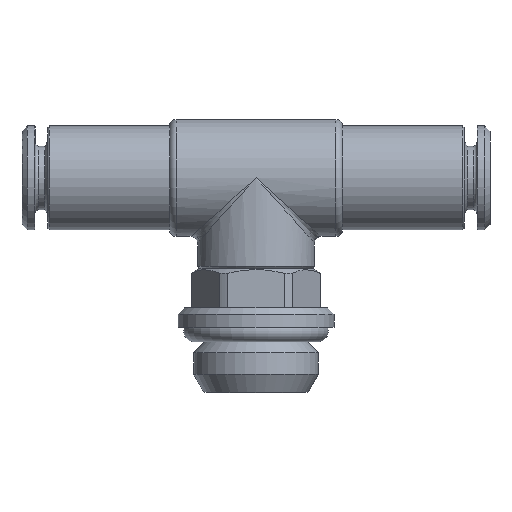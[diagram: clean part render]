
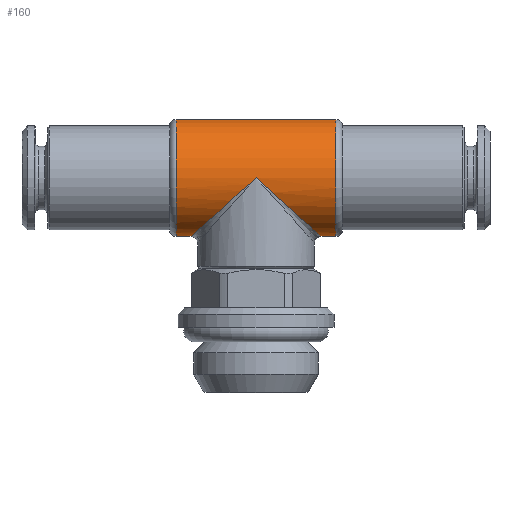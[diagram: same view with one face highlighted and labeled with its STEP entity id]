
A CAD part, top view. The second image highlights one B-rep face of the part: STEP entity #160.
In plain terms, the highlighted cylindrical face has radius 4.5 mm (diameter 9 mm), a full revolution.
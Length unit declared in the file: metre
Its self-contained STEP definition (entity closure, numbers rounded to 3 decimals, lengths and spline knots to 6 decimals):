
#160 = ADVANCED_FACE( 'NONE', ( #371, #372, #373 ), #374, .T. );
#371 = FACE_OUTER_BOUND( '', #713, .T. );
#372 = FACE_BOUND( '', #714, .T. );
#373 = FACE_OUTER_BOUND( '', #715, .T. );
#374 = CYLINDRICAL_SURFACE( '', #716, 0.0045 );
#713 = EDGE_LOOP( '', ( #1152 ) );
#714 = EDGE_LOOP( '', ( #1153, #1154 ) );
#715 = EDGE_LOOP( '', ( #1155 ) );
#716 = AXIS2_PLACEMENT_3D( '', #1156, #1157, #1158 );
#1152 = ORIENTED_EDGE( '', *, *, #1481, .F. );
#1153 = ORIENTED_EDGE( '', *, *, #1392, .T. );
#1154 = ORIENTED_EDGE( '', *, *, #1482, .T. );
#1155 = ORIENTED_EDGE( '', *, *, #1420, .T. );
#1156 = CARTESIAN_POINT( '', ( 0., 0., 0. ) );
#1157 = DIRECTION( '', ( 1., 0., 0. ) );
#1158 = DIRECTION( '', ( 0., 0., 1. ) );
#1392 = EDGE_CURVE( 'NONE', #1570, #1571, #1572, .T. );
#1420 = EDGE_CURVE( 'NONE', #1618, #1618, #1619, .T. );
#1481 = EDGE_CURVE( 'NONE', #1713, #1713, #1714, .T. );
#1482 = EDGE_CURVE( 'NONE', #1571, #1570, #1715, .T. );
#1570 = VERTEX_POINT( 'NONE', #1816 );
#1571 = VERTEX_POINT( 'NONE', #1817 );
#1572 = B_SPLINE_CURVE_WITH_KNOTS( '', 3, ( #1818, #1819, #1820, #1821, #1822, #1823, #1824, #1825, #1826, #1827, #1828, #1829, #1830, #1831, #1832, #1833, #1834, #1835, #1836, #1837, #1838, #1839, #1840, #1841, #1842, #1843 ), .UNSPECIFIED., .F., .F., ( 4, 1, 1, 1, 1, 1, 1, 1, 1, 1, 1, 1, 1, 1, 1, 1, 1, 1, 1, 1, 1, 1, 1, 4 ), ( 0., 0.017308, 0.033478, 0.048511, 0.062407, 0.075165, 0.086786, 0.09727, 0.106617, 0.175856, 0.234616, 0.307848, 0.370956, 0.436607, 0.500009, 0.56341, 0.629061, 0.692168, 0.765402, 0.82416, 0.893401, 0.920849, 0.956382, 1. ), .UNSPECIFIED. );
#1618 = VERTEX_POINT( '', #1940 );
#1619 = CIRCLE( '', #1941, 0.0045 );
#1713 = VERTEX_POINT( '', #2079 );
#1714 = CIRCLE( '', #2080, 0.0045 );
#1715 = B_SPLINE_CURVE_WITH_KNOTS( '', 3, ( #2081, #2082, #2083, #2084, #2085, #2086, #2087, #2088, #2089, #2090, #2091, #2092, #2093, #2094, #2095, #2096, #2097, #2098, #2099, #2100, #2101, #2102, #2103, #2104, #2105, #2106 ), .UNSPECIFIED., .F., .F., ( 4, 1, 1, 1, 1, 1, 1, 1, 1, 1, 1, 1, 1, 1, 1, 1, 1, 1, 1, 1, 1, 1, 1, 4 ), ( 0., 0.017308, 0.033478, 0.048511, 0.062407, 0.075165, 0.086786, 0.09727, 0.106617, 0.175856, 0.234616, 0.307848, 0.370956, 0.436607, 0.500009, 0.56341, 0.629061, 0.692168, 0.765402, 0.82416, 0.893401, 0.920849, 0.956382, 1. ), .UNSPECIFIED. );
#1816 = CARTESIAN_POINT( '', ( 0., 0., -0.0045 ) );
#1817 = CARTESIAN_POINT( '', ( 0., 0., 0.0045 ) );
#1818 = CARTESIAN_POINT( '', ( 0., 0., -0.0045 ) );
#1819 = CARTESIAN_POINT( '', ( -0.000076, -0.000069, -0.004499 ) );
#1820 = CARTESIAN_POINT( '', ( -0.000224, -0.000201, -0.004497 ) );
#1821 = CARTESIAN_POINT( '', ( -0.000437, -0.000394, -0.004484 ) );
#1822 = CARTESIAN_POINT( '', ( -0.000635, -0.000572, -0.004465 ) );
#1823 = CARTESIAN_POINT( '', ( -0.000817, -0.000737, -0.00444 ) );
#1824 = CARTESIAN_POINT( '', ( -0.000985, -0.000887, -0.004413 ) );
#1825 = CARTESIAN_POINT( '', ( -0.001137, -0.001024, -0.004383 ) );
#1826 = CARTESIAN_POINT( '', ( -0.001274, -0.001146, -0.004352 ) );
#1827 = CARTESIAN_POINT( '', ( -0.00166, -0.001493, -0.004256 ) );
#1828 = CARTESIAN_POINT( '', ( -0.002246, -0.002022, -0.004047 ) );
#1829 = CARTESIAN_POINT( '', ( -0.003067, -0.00276, -0.00359 ) );
#1830 = CARTESIAN_POINT( '', ( -0.003802, -0.003423, -0.002976 ) );
#1831 = CARTESIAN_POINT( '', ( -0.004448, -0.004003, -0.002139 ) );
#1832 = CARTESIAN_POINT( '', ( -0.004889, -0.0044, -0.001145 ) );
#1833 = CARTESIAN_POINT( '', ( -0.005055, -0.004549, 0. ) );
#1834 = CARTESIAN_POINT( '', ( -0.004889, -0.0044, 0.001145 ) );
#1835 = CARTESIAN_POINT( '', ( -0.004448, -0.004003, 0.002139 ) );
#1836 = CARTESIAN_POINT( '', ( -0.003802, -0.003423, 0.002976 ) );
#1837 = CARTESIAN_POINT( '', ( -0.003067, -0.00276, 0.00359 ) );
#1838 = CARTESIAN_POINT( '', ( -0.002246, -0.002023, 0.004047 ) );
#1839 = CARTESIAN_POINT( '', ( -0.001582, -0.001423, 0.004283 ) );
#1840 = CARTESIAN_POINT( '', ( -0.001007, -0.000907, 0.004413 ) );
#1841 = CARTESIAN_POINT( '', ( -0.00054, -0.000487, 0.004484 ) );
#1842 = CARTESIAN_POINT( '', ( -0.000192, -0.000173, 0.004494 ) );
#1843 = CARTESIAN_POINT( '', ( 0., 0., 0.0045 ) );
#1940 = CARTESIAN_POINT( '', ( 0.006146, 0., 0.0045 ) );
#1941 = AXIS2_PLACEMENT_3D( '', #2330, #2331, #2332 );
#2079 = CARTESIAN_POINT( '', ( -0.006146, 0., 0.0045 ) );
#2080 = AXIS2_PLACEMENT_3D( '', #2424, #2425, #2426 );
#2081 = CARTESIAN_POINT( '', ( 0., 0., 0.0045 ) );
#2082 = CARTESIAN_POINT( '', ( 0.000076, -0.000069, 0.004499 ) );
#2083 = CARTESIAN_POINT( '', ( 0.000224, -0.000201, 0.004497 ) );
#2084 = CARTESIAN_POINT( '', ( 0.000437, -0.000394, 0.004484 ) );
#2085 = CARTESIAN_POINT( '', ( 0.000635, -0.000572, 0.004465 ) );
#2086 = CARTESIAN_POINT( '', ( 0.000817, -0.000737, 0.00444 ) );
#2087 = CARTESIAN_POINT( '', ( 0.000985, -0.000887, 0.004413 ) );
#2088 = CARTESIAN_POINT( '', ( 0.001137, -0.001024, 0.004383 ) );
#2089 = CARTESIAN_POINT( '', ( 0.001274, -0.001146, 0.004352 ) );
#2090 = CARTESIAN_POINT( '', ( 0.00166, -0.001493, 0.004256 ) );
#2091 = CARTESIAN_POINT( '', ( 0.002246, -0.002022, 0.004047 ) );
#2092 = CARTESIAN_POINT( '', ( 0.003067, -0.00276, 0.00359 ) );
#2093 = CARTESIAN_POINT( '', ( 0.003802, -0.003423, 0.002976 ) );
#2094 = CARTESIAN_POINT( '', ( 0.004448, -0.004003, 0.002139 ) );
#2095 = CARTESIAN_POINT( '', ( 0.004889, -0.0044, 0.001145 ) );
#2096 = CARTESIAN_POINT( '', ( 0.005055, -0.004549, 0. ) );
#2097 = CARTESIAN_POINT( '', ( 0.004889, -0.0044, -0.001145 ) );
#2098 = CARTESIAN_POINT( '', ( 0.004448, -0.004003, -0.002139 ) );
#2099 = CARTESIAN_POINT( '', ( 0.003802, -0.003423, -0.002976 ) );
#2100 = CARTESIAN_POINT( '', ( 0.003067, -0.00276, -0.00359 ) );
#2101 = CARTESIAN_POINT( '', ( 0.002246, -0.002023, -0.004047 ) );
#2102 = CARTESIAN_POINT( '', ( 0.001582, -0.001423, -0.004283 ) );
#2103 = CARTESIAN_POINT( '', ( 0.001007, -0.000907, -0.004413 ) );
#2104 = CARTESIAN_POINT( '', ( 0.00054, -0.000487, -0.004484 ) );
#2105 = CARTESIAN_POINT( '', ( 0.000192, -0.000173, -0.004494 ) );
#2106 = CARTESIAN_POINT( '', ( 0., 0., -0.0045 ) );
#2330 = CARTESIAN_POINT( '', ( 0.006146, 0., 0. ) );
#2331 = DIRECTION( '', ( -1., 0., 0. ) );
#2332 = DIRECTION( '', ( 0., 0., 1. ) );
#2424 = CARTESIAN_POINT( '', ( -0.006146, 0., 0. ) );
#2425 = DIRECTION( '', ( -1., 0., 0. ) );
#2426 = DIRECTION( '', ( 0., 0., 1. ) );
